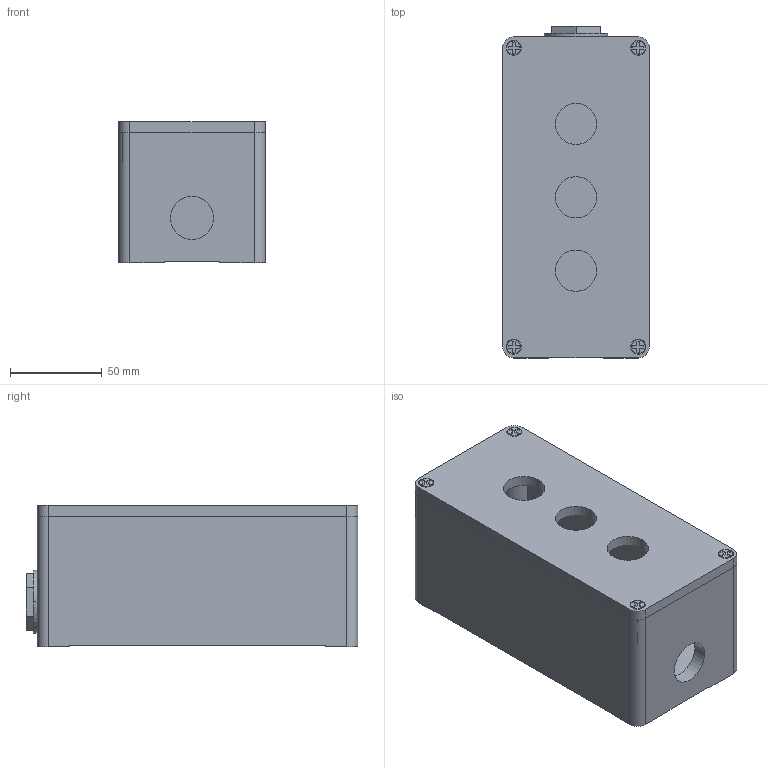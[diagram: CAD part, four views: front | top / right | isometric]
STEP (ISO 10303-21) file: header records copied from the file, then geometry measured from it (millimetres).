
FILE_DESCRIPTION((''),'2;1');
FILE_NAME('XAPM3503-3D_ASM','2021-05-25T12:33:20',('SESA231899'),('Schneider-Electric'),'CREO PARAMETRIC BY PTC INC, 2019471','CREO PARAMETRIC BY PTC INC, 2019471','');
FILE_SCHEMA(('AP242_MANAGED_MODEL_BASED_3D_ENGINEERING_MIM_LF { 1 0 10303 442 1 1 4 }'));
Products named in the file (3): XAPM3503-3D_PRT0001; XAPM3503-3D_PRT0002; XAPM3503-3D_ASM
Assembly tree (2 placements, depth 2):
  XAPM3503-3D_ASM
    XAPM3503-3D_PRT0001
    XAPM3503-3D_PRT0002
Bounding box: 80 x 181 x 77.2 mm (x, y, z)
Volume: 275663.7 mm3; surface area: 132997.7 mm2
Topology: 2 solids, 2 shells, 275 faces, 734 edges, 512 vertices
Faces by surface type: plane 209, cylinder 66
Entity records: 63948 total; most frequent: CARTESIAN_POINT 55032, DIRECTION 1553, ORIENTED_EDGE 1434, POLYLINE 924, EDGE_CURVE 717, VECTOR 601, LINE 601, VERTEX_POINT 478
